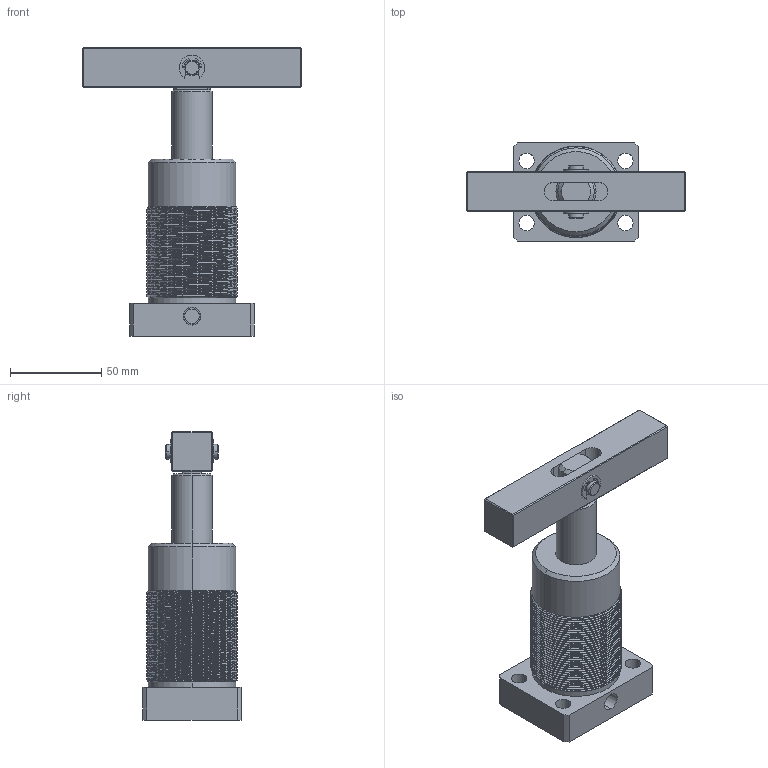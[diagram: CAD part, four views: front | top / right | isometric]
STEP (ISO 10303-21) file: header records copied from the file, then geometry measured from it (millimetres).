
FILE_DESCRIPTION (( 'STEP AP214' ), '1' );
FILE_NAME ('NDS-32B.STEP', '2019-05-18T01:43:57', ( '' ), ( '' ), 'SwSTEP 2.0', 'SolidWorks 2016', '' );
FILE_SCHEMA (( 'AUTOMOTIVE_DESIGN' ));
Length unit declared in the file: millimetre
Products named in the file (5): 种粣; 縐銅え; NFSL-32B-90F邧揤旋; NDS-32B   BT; NDS-32B
Assembly tree (5 placements, depth 2):
  NDS-32B
    NDS-32B   BT
    NFSL-32B-90F邧揤旋
    縐銅え  x2
    种粣
Bounding box: 120 x 54 x 158 mm (x, y, z)
Volume: 278745.9 mm3; surface area: 48372.8 mm2
Topology: 5 solids, 5 shells, 222 faces, 559 edges, 357 vertices
Faces by surface type: cylinder 130, plane 66, cone 24, bspline 2
Entity records: 10381 total; most frequent: CARTESIAN_POINT 5580, ORIENTED_EDGE 1022, DIRECTION 925, EDGE_CURVE 511, AXIS2_PLACEMENT_3D 347, VERTEX_POINT 325, VECTOR 231, LINE 231
